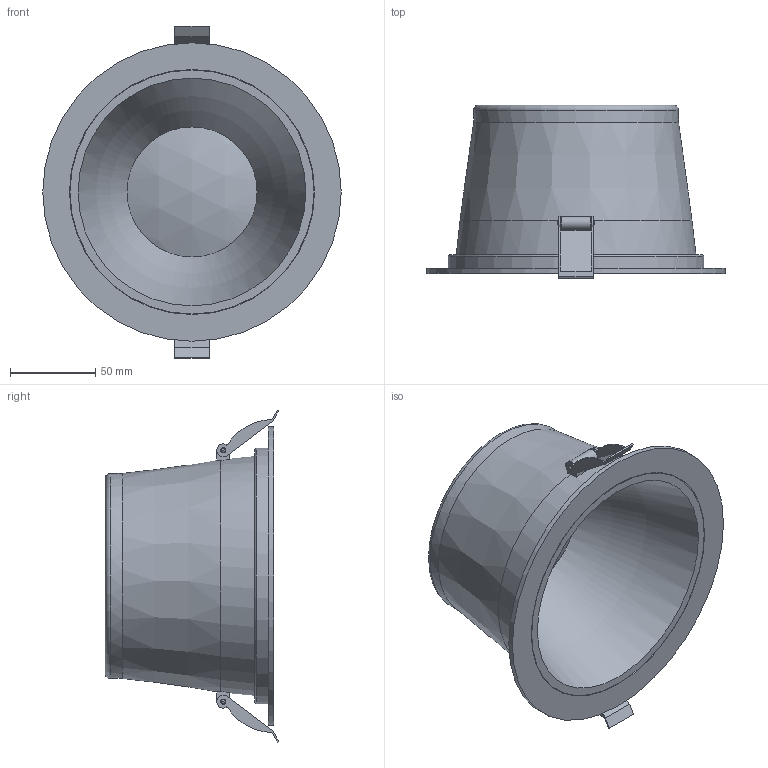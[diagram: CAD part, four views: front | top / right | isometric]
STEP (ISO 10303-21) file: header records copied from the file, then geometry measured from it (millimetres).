
FILE_DESCRIPTION (( 'STEP AP214' ), '1' );
FILE_NAME ('HCL DL.STEP', '2021-08-09T14:33:37', ( '' ), ( '' ), 'SwSTEP 2.0', 'SolidWorks 2020', '' );
FILE_SCHEMA (( 'AUTOMOTIVE_DESIGN' ));
Length unit declared in the file: millimetre
Products named in the file (1): HCL DL
Bounding box: 175.4 x 101.94 x 195.1 mm (x, y, z)
Volume: 214111.6 mm3; surface area: 191919 mm2
Topology: 4 solids, 4 shells, 78 faces, 172 edges, 112 vertices
Faces by surface type: plane 40, cylinder 24, torus 8, cone 4, sphere 2
Full cylindrical faces by diameter (mm): 2.414 x4, 3 x4, 114.521 x1, 120.521 x1, 143.4 x1, 144 x1, 150 x1, 175.4 x1
Entity records: 2051 total; most frequent: DIRECTION 356, CARTESIAN_POINT 347, ORIENTED_EDGE 278, AXIS2_PLACEMENT_3D 146, EDGE_CURVE 139, EDGE_LOOP 122, VERTEX_POINT 105, FACE_OUTER_BOUND 100
